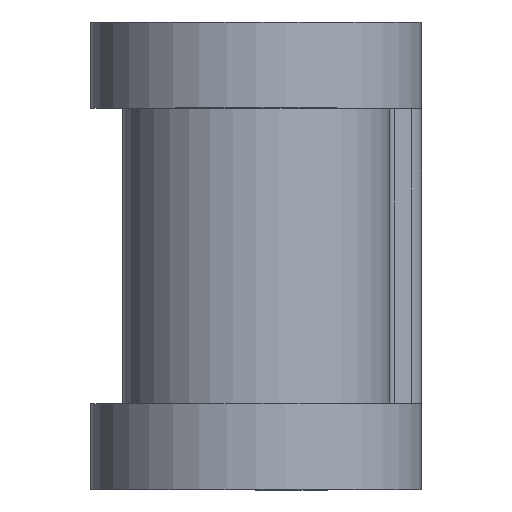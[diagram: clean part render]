
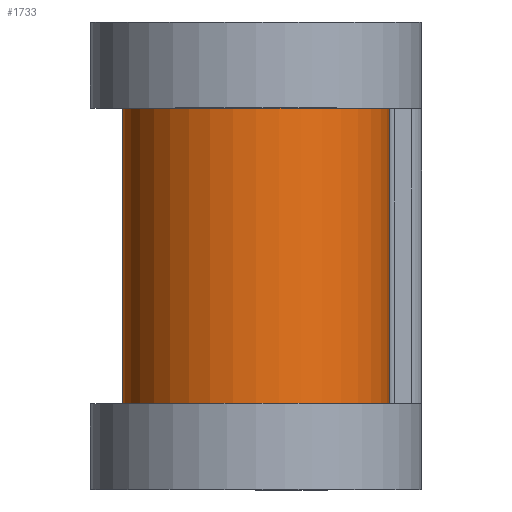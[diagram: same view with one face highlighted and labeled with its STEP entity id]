
A CAD part, top view. The second image highlights one B-rep face of the part: STEP entity #1733.
In plain terms, the highlighted cylindrical face has radius 6.299 mm (diameter 12.598 mm), a partial arc.
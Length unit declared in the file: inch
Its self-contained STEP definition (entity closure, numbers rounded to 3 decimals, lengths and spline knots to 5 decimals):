
#7 = CARTESIAN_POINT ( 'NONE',  ( 0., -0.275, -0.248 ) ) ;
#79 = CARTESIAN_POINT ( 'NONE',  ( 0., 0.275, -0.248 ) ) ;
#120 = CARTESIAN_POINT ( 'NONE',  ( 0., 0.275, 0. ) ) ;
#198 = VECTOR ( 'NONE', #1698, 39.37008 ) ;
#208 = AXIS2_PLACEMENT_3D ( 'NONE', #120, #756, #887 ) ;
#240 = EDGE_CURVE ( 'NONE', #274, #1028, #487, .T. ) ;
#274 = VERTEX_POINT ( 'NONE', #802 ) ;
#320 = ORIENTED_EDGE ( 'NONE', *, *, #1342, .F. ) ;
#348 = LINE ( 'NONE', #620, #198 ) ;
#413 = AXIS2_PLACEMENT_3D ( 'NONE', #1277, #489, #1406 ) ;
#487 = CIRCLE ( 'NONE', #208, 0.248 ) ;
#489 = DIRECTION ( 'NONE',  ( 0., -1., 0. ) ) ;
#491 = EDGE_CURVE ( 'NONE', #1028, #503, #1671, .T. ) ;
#503 = VERTEX_POINT ( 'NONE', #7 ) ;
#508 = DIRECTION ( 'NONE',  ( 0., -1., 0. ) ) ;
#620 = CARTESIAN_POINT ( 'NONE',  ( 0.248, 0.375, 0. ) ) ;
#627 = CARTESIAN_POINT ( 'NONE',  ( 0., 0.375, 0. ) ) ;
#674 = ORIENTED_EDGE ( 'NONE', *, *, #240, .T. ) ;
#756 = DIRECTION ( 'NONE',  ( 0., -1., 0. ) ) ;
#781 = ORIENTED_EDGE ( 'NONE', *, *, #1004, .F. ) ;
#796 = AXIS2_PLACEMENT_3D ( 'NONE', #627, #508, #1149 ) ;
#802 = CARTESIAN_POINT ( 'NONE',  ( 0.248, 0.275, 0. ) ) ;
#887 = DIRECTION ( 'NONE',  ( 0., 0., -1. ) ) ;
#1004 = EDGE_CURVE ( 'NONE', #274, #1650, #348, .T. ) ;
#1028 = VERTEX_POINT ( 'NONE', #79 ) ;
#1055 = EDGE_LOOP ( 'NONE', ( #781, #674, #1477, #320 ) ) ;
#1149 = DIRECTION ( 'NONE',  ( 0., 0., -1. ) ) ;
#1163 = CYLINDRICAL_SURFACE ( 'NONE', #796, 0.248 ) ;
#1277 = CARTESIAN_POINT ( 'NONE',  ( 0., -0.275, 0. ) ) ;
#1342 = EDGE_CURVE ( 'NONE', #1650, #503, #1620, .T. ) ;
#1406 = DIRECTION ( 'NONE',  ( 0., 0., -1. ) ) ;
#1477 = ORIENTED_EDGE ( 'NONE', *, *, #491, .T. ) ;
#1574 = FACE_OUTER_BOUND ( 'NONE', #1055, .T. ) ;
#1604 = DIRECTION ( 'NONE',  ( 0., -1., 0. ) ) ;
#1620 = CIRCLE ( 'NONE', #413, 0.248 ) ;
#1650 = VERTEX_POINT ( 'NONE', #1681 ) ;
#1668 = VECTOR ( 'NONE', #1604, 39.37008 ) ;
#1671 = LINE ( 'NONE', #1700, #1668 ) ;
#1681 = CARTESIAN_POINT ( 'NONE',  ( 0.248, -0.275, 0. ) ) ;
#1698 = DIRECTION ( 'NONE',  ( 0., -1., 0. ) ) ;
#1700 = CARTESIAN_POINT ( 'NONE',  ( 0., 0.375, -0.248 ) ) ;
#1733 = ADVANCED_FACE ( 'NONE', ( #1574 ), #1163, .T. ) ;
